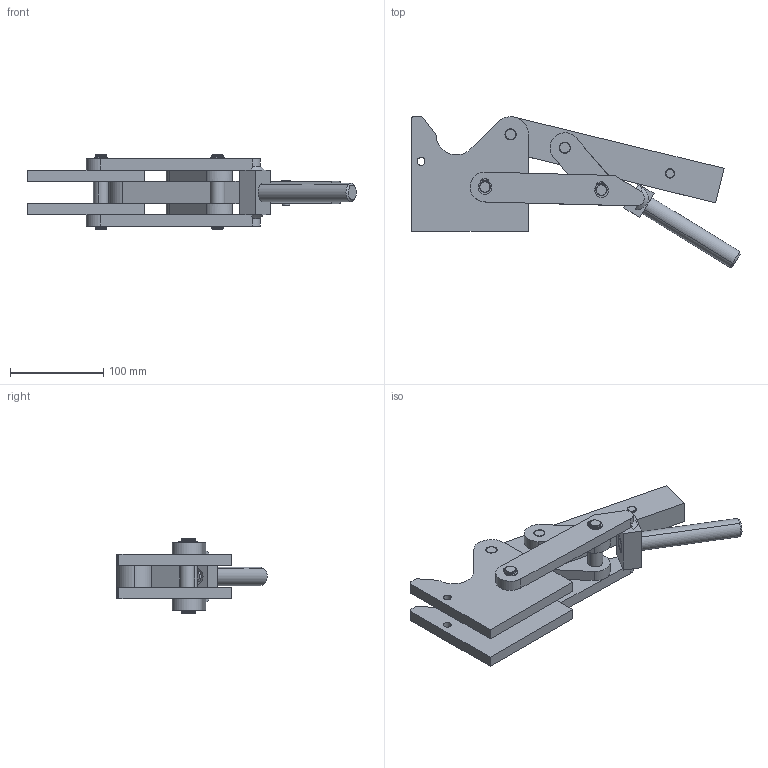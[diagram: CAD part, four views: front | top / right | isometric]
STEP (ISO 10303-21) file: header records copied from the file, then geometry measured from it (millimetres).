
FILE_DESCRIPTION((''),'2;1');
FILE_NAME('223.1-opened.stp','2005-09-27T21:37:18',('Kysilko'),(''),'Autodesk Inventor 8','Autodesk Inventor 8','');
FILE_SCHEMA(('AUTOMOTIVE_DESIGN { 1 0 10303 214 1 1 1 1 }'));
Length unit declared in the file: millimetre
Products named in the file (1): Part32
Bounding box: 352.3 x 161.56 x 80 mm (x, y, z)
Volume: 813031 mm3; surface area: 142337 mm2
Topology: 1 solids, 3 shells, 458 faces, 1255 edges, 818 vertices
Faces by surface type: plane 288, cylinder 104, cone 40, bspline 24, torus 2
Entity records: 14833 total; most frequent: CARTESIAN_POINT 3178, ORIENTED_EDGE 2506, DIRECTION 2448, EDGE_CURVE 1253, AXIS2_PLACEMENT_3D 880, VERTEX_POINT 818, VECTOR 688, LINE 688
